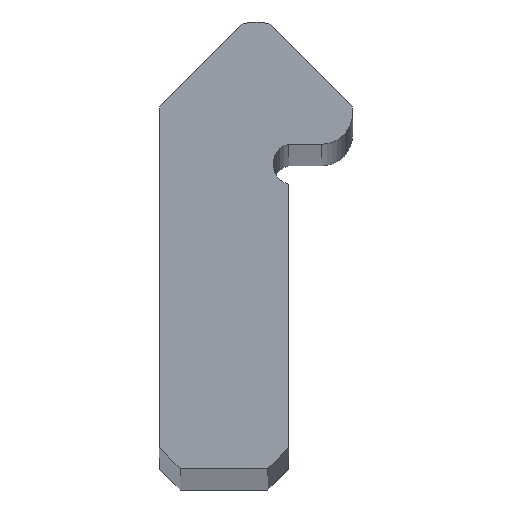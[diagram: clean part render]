
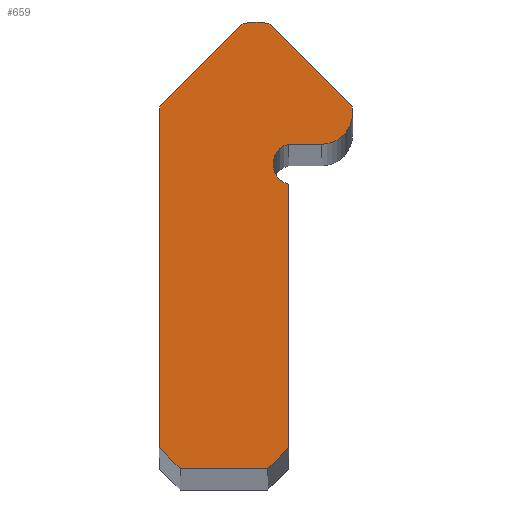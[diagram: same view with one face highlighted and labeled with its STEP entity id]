
A CAD part, top view. The second image highlights one B-rep face of the part: STEP entity #659.
In plain terms, the highlighted planar face has unit normal (0, 0, 1).
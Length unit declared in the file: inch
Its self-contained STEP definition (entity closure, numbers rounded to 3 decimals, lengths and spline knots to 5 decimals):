
#2 = VERTEX_POINT ( 'NONE', #31 ) ;
#5 = VERTEX_POINT ( 'NONE', #783 ) ;
#18 = ORIENTED_EDGE ( 'NONE', *, *, #182, .T. ) ;
#25 = ORIENTED_EDGE ( 'NONE', *, *, #552, .T. ) ;
#29 = LINE ( 'NONE', #305, #669 ) ;
#31 = CARTESIAN_POINT ( 'NONE',  ( 0.0315, -0.16866, 0. ) ) ;
#37 = AXIS2_PLACEMENT_3D ( 'NONE', #574, #616, #300 ) ;
#39 = VECTOR ( 'NONE', #345, 39.37008 ) ;
#46 = EDGE_CURVE ( 'NONE', #581, #231, #244, .T. ) ;
#54 = AXIS2_PLACEMENT_3D ( 'NONE', #617, #131, #886 ) ;
#58 = FACE_OUTER_BOUND ( 'NONE', #284, .T. ) ;
#59 = LINE ( 'NONE', #278, #315 ) ;
#61 = DIRECTION ( 'NONE',  ( 0., 1., 0. ) ) ;
#62 = CARTESIAN_POINT ( 'NONE',  ( 0.0115, -0.44393, 0. ) ) ;
#69 = CARTESIAN_POINT ( 'NONE',  ( 0.0315, -0.42393, 0. ) ) ;
#74 = ORIENTED_EDGE ( 'NONE', *, *, #721, .T. ) ;
#78 = CIRCLE ( 'NONE', #643, 0.03 ) ;
#111 = ORIENTED_EDGE ( 'NONE', *, *, #46, .T. ) ;
#116 = DIRECTION ( 'NONE',  ( 1., 0., 0. ) ) ;
#131 = DIRECTION ( 'NONE',  ( 0., 0., -1. ) ) ;
#136 = DIRECTION ( 'NONE',  ( 0., -1., 0. ) ) ;
#138 = EDGE_CURVE ( 'NONE', #231, #708, #652, .T. ) ;
#140 = VECTOR ( 'NONE', #545, 39.37008 ) ;
#142 = DIRECTION ( 'NONE',  ( 0., 0., 1. ) ) ;
#144 = DIRECTION ( 'NONE',  ( -1., 0., 0. ) ) ;
#145 = ORIENTED_EDGE ( 'NONE', *, *, #838, .T. ) ;
#159 = DIRECTION ( 'NONE',  ( -1., 0., 0. ) ) ;
#161 = VERTEX_POINT ( 'NONE', #794 ) ;
#166 = ORIENTED_EDGE ( 'NONE', *, *, #525, .T. ) ;
#169 = DIRECTION ( 'NONE',  ( -0.707, -0.707, 0. ) ) ;
#178 = VERTEX_POINT ( 'NONE', #385 ) ;
#179 = CARTESIAN_POINT ( 'NONE',  ( 0.01371, -0.01371, 0. ) ) ;
#182 = EDGE_CURVE ( 'NONE', #429, #5, #823, .T. ) ;
#186 = DIRECTION ( 'NONE',  ( 0., 0., 1. ) ) ;
#190 = AXIS2_PLACEMENT_3D ( 'NONE', #320, #186, #667 ) ;
#192 = CIRCLE ( 'NONE', #37, 0.045 ) ;
#195 = DIRECTION ( 'NONE',  ( 1., 0., 0. ) ) ;
#206 = EDGE_CURVE ( 'NONE', #348, #429, #29, .T. ) ;
#207 = CARTESIAN_POINT ( 'NONE',  ( 0.0935, -0.09886, 0. ) ) ;
#231 = VERTEX_POINT ( 'NONE', #530 ) ;
#239 = CARTESIAN_POINT ( 'NONE',  ( -0.0935, -0.42393, 0. ) ) ;
#244 = LINE ( 'NONE', #493, #405 ) ;
#246 = VERTEX_POINT ( 'NONE', #254 ) ;
#254 = CARTESIAN_POINT ( 'NONE',  ( 0.01371, -0.01371, 0. ) ) ;
#265 = LINE ( 'NONE', #207, #398 ) ;
#267 = DIRECTION ( 'NONE',  ( -1., 0., 0. ) ) ;
#278 = CARTESIAN_POINT ( 'NONE',  ( -0.0935, -0.42393, 0. ) ) ;
#284 = EDGE_LOOP ( 'NONE', ( #25, #74, #111, #294, #497, #302, #354, #363, #18, #776, #848, #510, #166, #145 ) ) ;
#294 = ORIENTED_EDGE ( 'NONE', *, *, #138, .T. ) ;
#300 = DIRECTION ( 'NONE',  ( -1., 0., 0. ) ) ;
#302 = ORIENTED_EDGE ( 'NONE', *, *, #674, .T. ) ;
#303 = LINE ( 'NONE', #179, #462 ) ;
#305 = CARTESIAN_POINT ( 'NONE',  ( 0.0635, -0.12993, 0. ) ) ;
#311 = CARTESIAN_POINT ( 'NONE',  ( 0.0115, -0.44393, 0. ) ) ;
#315 = VECTOR ( 'NONE', #136, 39.37008 ) ;
#320 = CARTESIAN_POINT ( 'NONE',  ( 0.0635, -0.09993, 0. ) ) ;
#337 = DIRECTION ( 'NONE',  ( 0., 0., 1. ) ) ;
#343 = CARTESIAN_POINT ( 'NONE',  ( -0.01371, -0.01371, 0. ) ) ;
#344 = DIRECTION ( 'NONE',  ( 0., 0., -1. ) ) ;
#345 = DIRECTION ( 'NONE',  ( 0.707, 0.707, 0. ) ) ;
#347 = CARTESIAN_POINT ( 'NONE',  ( -0.0635, -0.09886, 0. ) ) ;
#348 = VERTEX_POINT ( 'NONE', #526 ) ;
#354 = ORIENTED_EDGE ( 'NONE', *, *, #648, .T. ) ;
#356 = EDGE_CURVE ( 'NONE', #692, #246, #303, .T. ) ;
#363 = ORIENTED_EDGE ( 'NONE', *, *, #206, .T. ) ;
#367 = CIRCLE ( 'NONE', #54, 0.02 ) ;
#385 = CARTESIAN_POINT ( 'NONE',  ( -0.0929, -0.0929, 0. ) ) ;
#386 = VECTOR ( 'NONE', #116, 39.37008 ) ;
#398 = VECTOR ( 'NONE', #61, 39.37008 ) ;
#405 = VECTOR ( 'NONE', #845, 39.37008 ) ;
#429 = VERTEX_POINT ( 'NONE', #611 ) ;
#462 = VECTOR ( 'NONE', #866, 39.37008 ) ;
#465 = EDGE_CURVE ( 'NONE', #853, #692, #548, .T. ) ;
#477 = CARTESIAN_POINT ( 'NONE',  ( 0.0315, -0.16866, 0. ) ) ;
#483 = PLANE ( 'NONE',  #690 ) ;
#488 = VERTEX_POINT ( 'NONE', #343 ) ;
#493 = CARTESIAN_POINT ( 'NONE',  ( -0.0735, -0.44393, 0. ) ) ;
#497 = ORIENTED_EDGE ( 'NONE', *, *, #746, .T. ) ;
#510 = ORIENTED_EDGE ( 'NONE', *, *, #356, .T. ) ;
#525 = EDGE_CURVE ( 'NONE', #246, #488, #192, .T. ) ;
#526 = CARTESIAN_POINT ( 'NONE',  ( 0.0315, -0.12993, 0. ) ) ;
#530 = CARTESIAN_POINT ( 'NONE',  ( -0.0735, -0.44393, 0. ) ) ;
#545 = DIRECTION ( 'NONE',  ( 0., 1., 0. ) ) ;
#546 = LINE ( 'NONE', #477, #140 ) ;
#548 = CIRCLE ( 'NONE', #742, 0.03 ) ;
#552 = EDGE_CURVE ( 'NONE', #178, #658, #78, .T. ) ;
#563 = LINE ( 'NONE', #829, #712 ) ;
#567 = CARTESIAN_POINT ( 'NONE',  ( -0.0635, -0.09886, 0. ) ) ;
#574 = CARTESIAN_POINT ( 'NONE',  ( 0., -0.05657, 0. ) ) ;
#581 = VERTEX_POINT ( 'NONE', #239 ) ;
#606 = CARTESIAN_POINT ( 'NONE',  ( 0.0635, -0.09886, 0. ) ) ;
#611 = CARTESIAN_POINT ( 'NONE',  ( 0.0635, -0.12993, 0. ) ) ;
#615 = EDGE_CURVE ( 'NONE', #5, #853, #265, .T. ) ;
#616 = DIRECTION ( 'NONE',  ( 0., 0., 1. ) ) ;
#617 = CARTESIAN_POINT ( 'NONE',  ( 0.0365, -0.14929, 0. ) ) ;
#643 = AXIS2_PLACEMENT_3D ( 'NONE', #567, #142, #159 ) ;
#648 = EDGE_CURVE ( 'NONE', #2, #348, #367, .T. ) ;
#652 = LINE ( 'NONE', #311, #386 ) ;
#658 = VERTEX_POINT ( 'NONE', #807 ) ;
#659 = ADVANCED_FACE ( 'NONE', ( #58 ), #483, .F. ) ;
#667 = DIRECTION ( 'NONE',  ( -1., 0., 0. ) ) ;
#669 = VECTOR ( 'NONE', #195, 39.37008 ) ;
#674 = EDGE_CURVE ( 'NONE', #161, #2, #546, .T. ) ;
#685 = LINE ( 'NONE', #69, #39 ) ;
#690 = AXIS2_PLACEMENT_3D ( 'NONE', #347, #344, #144 ) ;
#692 = VERTEX_POINT ( 'NONE', #818 ) ;
#703 = CARTESIAN_POINT ( 'NONE',  ( 0.0935, -0.09886, 0. ) ) ;
#708 = VERTEX_POINT ( 'NONE', #62 ) ;
#712 = VECTOR ( 'NONE', #169, 39.37008 ) ;
#721 = EDGE_CURVE ( 'NONE', #658, #581, #59, .T. ) ;
#742 = AXIS2_PLACEMENT_3D ( 'NONE', #606, #337, #267 ) ;
#746 = EDGE_CURVE ( 'NONE', #708, #161, #685, .T. ) ;
#776 = ORIENTED_EDGE ( 'NONE', *, *, #615, .T. ) ;
#783 = CARTESIAN_POINT ( 'NONE',  ( 0.0935, -0.09993, 0. ) ) ;
#794 = CARTESIAN_POINT ( 'NONE',  ( 0.0315, -0.42393, 0. ) ) ;
#807 = CARTESIAN_POINT ( 'NONE',  ( -0.0935, -0.09886, 0. ) ) ;
#818 = CARTESIAN_POINT ( 'NONE',  ( 0.0929, -0.0929, 0. ) ) ;
#823 = CIRCLE ( 'NONE', #190, 0.03 ) ;
#829 = CARTESIAN_POINT ( 'NONE',  ( -0.0929, -0.0929, 0. ) ) ;
#838 = EDGE_CURVE ( 'NONE', #488, #178, #563, .T. ) ;
#845 = DIRECTION ( 'NONE',  ( 0.707, -0.707, 0. ) ) ;
#848 = ORIENTED_EDGE ( 'NONE', *, *, #465, .T. ) ;
#853 = VERTEX_POINT ( 'NONE', #703 ) ;
#866 = DIRECTION ( 'NONE',  ( -0.707, 0.707, 0. ) ) ;
#886 = DIRECTION ( 'NONE',  ( -1., 0., 0. ) ) ;
